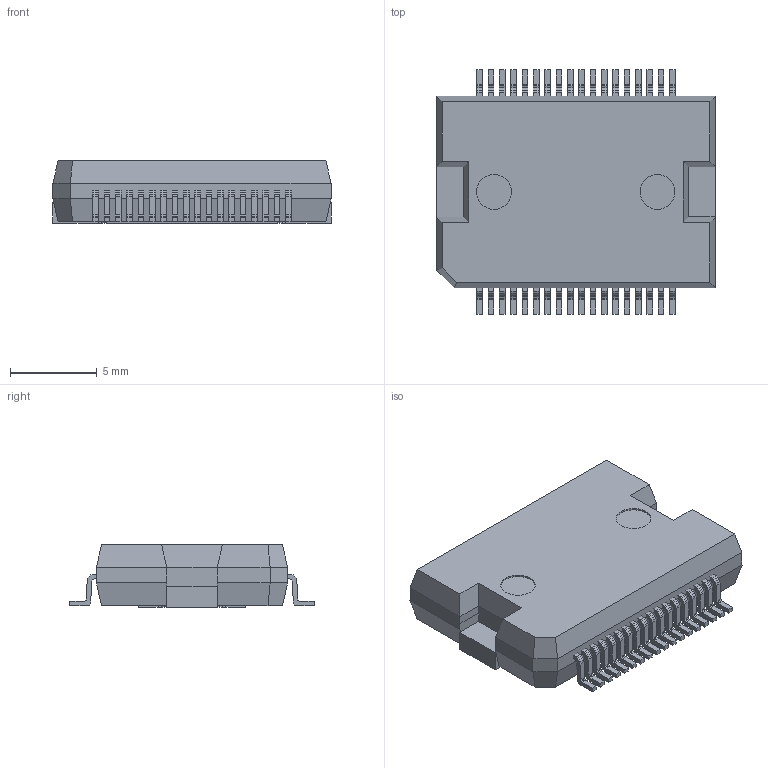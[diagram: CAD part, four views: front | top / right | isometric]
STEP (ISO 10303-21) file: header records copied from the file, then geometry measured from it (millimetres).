
FILE_DESCRIPTION (( 'STEP AP214' ), '1' );
FILE_NAME ('User Library-PowerSO36.STEP', '2017-07-31T02:51:09', ( 'Windows User' ), ( '' ), 'SwSTEP 2.0', 'SolidWorks 2017', '' );
FILE_SCHEMA (( 'AUTOMOTIVE_DESIGN' ));
Length unit declared in the file: millimetre
Products named in the file (39): User Library-PowerSO36_Part_30351; User Library-PowerSO36_Part_7384; User Library-PowerSO36_Part_30350; User Library-PowerSO36_User Library-PowerSO20_NAUO2#User Library-PowerSO20_Fusion001_(Solid);Imported1; User Library-PowerSO36_Part_30349; User Library-PowerSO36_User Library-PowerSO20_NAUO1#User Library-PowerSO20_Fusion_(Solid);Imported13; User Library-PowerSO36_User Library-PowerSO20_NAUO1#User Library-PowerSO20_Fusion_(Solid);Imported9_17; User Library-PowerSO36_User Library-PowerSO20_NAUO1#User Library-PowerSO20_Fusion_(Solid);Imported9_16; User Library-PowerSO36_Part_30366; User Library-PowerSO36; User Library-PowerSO36_User Library-PowerSO20_NAUO1#User Library-PowerSO20_Fusion_(Solid);Imported9_15; User Library-PowerSO36_Part_30365; User Library-PowerSO36_User Library-PowerSO20_NAUO1#User Library-PowerSO20_Fusion_(Solid);Imported9_14; User Library-PowerSO36_Part_30364; User Library-PowerSO36_User Library-PowerSO20_NAUO1#User Library-PowerSO20_Fusion_(Solid);Imported9_13; User Library-PowerSO36_Part_30363; User Library-PowerSO36_User Library-PowerSO20_NAUO1#User Library-PowerSO20_Fusion_(Solid);Imported9_12; User Library-PowerSO36_Part_30362; User Library-PowerSO36_User Library-PowerSO20_NAUO1#User Library-PowerSO20_Fusion_(Solid);Imported9_11; User Library-PowerSO36_Part_30361; User Library-PowerSO36_User Library-PowerSO20_NAUO1#User Library-PowerSO20_Fusion_(Solid);Imported9_10; User Library-PowerSO36_Part_30360; User Library-PowerSO36_User Library-PowerSO20_NAUO1#User Library-PowerSO20_Fusion_(Solid);Imported9_9; User Library-PowerSO36_Part_30359; User Library-PowerSO36_User Library-PowerSO20_NAUO1#User Library-PowerSO20_Fusion_(Solid);Imported9_8; User Library-PowerSO36_Part_30358; User Library-PowerSO36_User Library-PowerSO20_NAUO1#User Library-PowerSO20_Fusion_(Solid);Imported9_7; User Library-PowerSO36_Part_30357; User Library-PowerSO36_User Library-PowerSO20_NAUO1#User Library-PowerSO20_Fusion_(Solid);Imported9_6; User Library-PowerSO36_Part_30356; User Library-PowerSO36_User Library-PowerSO20_NAUO1#User Library-PowerSO20_Fusion_(Solid);Imported9_5; User Library-PowerSO36_Part_30355; User Library-PowerSO36_User Library-PowerSO20_NAUO1#User Library-PowerSO20_Fusion_(Solid);Imported9_4; User Library-PowerSO36_Part_30354; User Library-PowerSO36_User Library-PowerSO20_NAUO1#User Library-PowerSO20_Fusion_(Solid);Imported9_3; User Library-PowerSO36_Part_30353; User Library-PowerSO36_User Library-PowerSO20_NAUO1#User Library-PowerSO20_Fusion_(Solid);Imported9_2; User Library-PowerSO36_Part_30352; User Library-PowerSO36_User Library-PowerSO20_NAUO1#User Library-PowerSO20_Fusion_(Solid);Imported9
Assembly tree (38 placements, depth 2):
  User Library-PowerSO36
    User Library-PowerSO36_User Library-PowerSO20_NAUO1#User Library-PowerSO20_Fusion_(Solid);Imported13
    User Library-PowerSO36_User Library-PowerSO20_NAUO2#User Library-PowerSO20_Fusion001_(Solid);Imported1
    User Library-PowerSO36_Part_7384
    User Library-PowerSO36_User Library-PowerSO20_NAUO1#User Library-PowerSO20_Fusion_(Solid);Imported9
    User Library-PowerSO36_User Library-PowerSO20_NAUO1#User Library-PowerSO20_Fusion_(Solid);Imported9_2
    User Library-PowerSO36_User Library-PowerSO20_NAUO1#User Library-PowerSO20_Fusion_(Solid);Imported9_3
    User Library-PowerSO36_User Library-PowerSO20_NAUO1#User Library-PowerSO20_Fusion_(Solid);Imported9_4
    User Library-PowerSO36_User Library-PowerSO20_NAUO1#User Library-PowerSO20_Fusion_(Solid);Imported9_5
    User Library-PowerSO36_User Library-PowerSO20_NAUO1#User Library-PowerSO20_Fusion_(Solid);Imported9_6
    User Library-PowerSO36_User Library-PowerSO20_NAUO1#User Library-PowerSO20_Fusion_(Solid);Imported9_7
    User Library-PowerSO36_User Library-PowerSO20_NAUO1#User Library-PowerSO20_Fusion_(Solid);Imported9_8
    User Library-PowerSO36_User Library-PowerSO20_NAUO1#User Library-PowerSO20_Fusion_(Solid);Imported9_9
    User Library-PowerSO36_User Library-PowerSO20_NAUO1#User Library-PowerSO20_Fusion_(Solid);Imported9_10
    User Library-PowerSO36_User Library-PowerSO20_NAUO1#User Library-PowerSO20_Fusion_(Solid);Imported9_11
    User Library-PowerSO36_User Library-PowerSO20_NAUO1#User Library-PowerSO20_Fusion_(Solid);Imported9_12
    User Library-PowerSO36_User Library-PowerSO20_NAUO1#User Library-PowerSO20_Fusion_(Solid);Imported9_13
    User Library-PowerSO36_User Library-PowerSO20_NAUO1#User Library-PowerSO20_Fusion_(Solid);Imported9_14
    User Library-PowerSO36_User Library-PowerSO20_NAUO1#User Library-PowerSO20_Fusion_(Solid);Imported9_15
    User Library-PowerSO36_User Library-PowerSO20_NAUO1#User Library-PowerSO20_Fusion_(Solid);Imported9_16
    User Library-PowerSO36_User Library-PowerSO20_NAUO1#User Library-PowerSO20_Fusion_(Solid);Imported9_17
    User Library-PowerSO36_Part_30349
    User Library-PowerSO36_Part_30350
    User Library-PowerSO36_Part_30351
    User Library-PowerSO36_Part_30352
    User Library-PowerSO36_Part_30353
    User Library-PowerSO36_Part_30354
    User Library-PowerSO36_Part_30355
    User Library-PowerSO36_Part_30356
    User Library-PowerSO36_Part_30357
    User Library-PowerSO36_Part_30358
    User Library-PowerSO36_Part_30359
    User Library-PowerSO36_Part_30360
    User Library-PowerSO36_Part_30361
    User Library-PowerSO36_Part_30362
    User Library-PowerSO36_Part_30363
    User Library-PowerSO36_Part_30364
    User Library-PowerSO36_Part_30365
    User Library-PowerSO36_Part_30366
Bounding box: 16 x 14.06 x 3.6 mm (x, y, z)
Volume: 569.5 mm3; surface area: 915.4 mm2
Topology: 38 solids, 38 shells, 975 faces, 2673 edges, 1776 vertices
Faces by surface type: plane 971, cylinder 4
Entity records: 42652 total; most frequent: CARTESIAN_POINT 5471, ORIENTED_EDGE 5346, DIRECTION 4711, EDGE_CURVE 2673, VECTOR 2663, LINE 2663, VERTEX_POINT 1776, UNCERTAINTY_MEASURE_WITH_UNIT 1090
